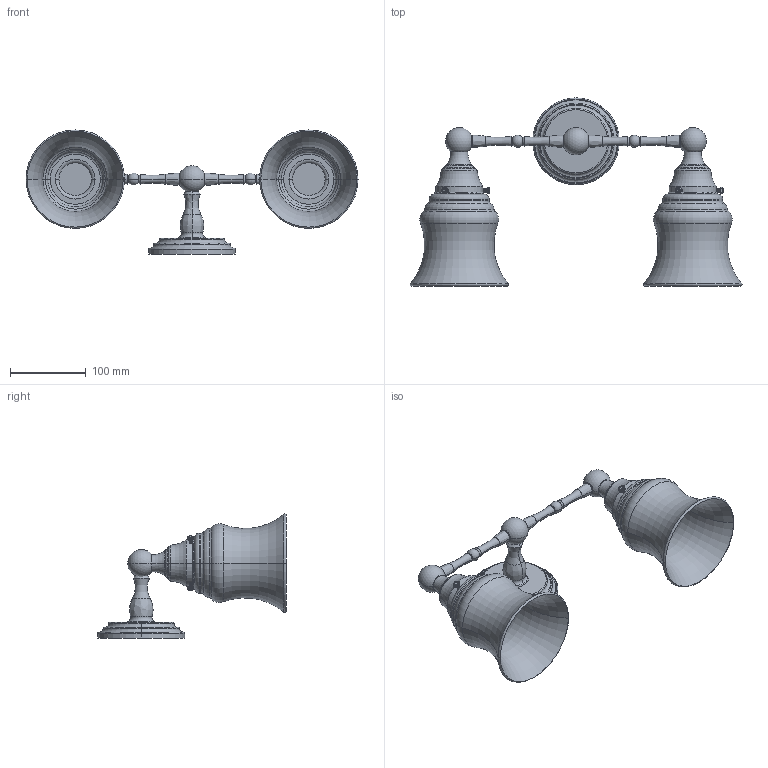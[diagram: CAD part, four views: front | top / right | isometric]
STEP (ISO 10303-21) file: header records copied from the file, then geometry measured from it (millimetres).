
FILE_DESCRIPTION((''),'2;1');
FILE_NAME('1182','2021-06-11T14:42:05',('jinson.thomas'),(''),'CREO PARAMETRIC BY PTC INC, 2018400','CREO PARAMETRIC BY PTC INC, 2018400','');
FILE_SCHEMA(('CONFIG_CONTROL_DESIGN'));
Length unit declared in the file: inch
Products named in the file (1): 1182
Bounding box: 437.16 x 247.88 x 163.41 mm (x, y, z)
Volume: 740397.6 mm3; surface area: 236713.3 mm2
Topology: 1 solids, 1 shells, 492 faces, 1142 edges, 688 vertices
Faces by surface type: torus 156, cylinder 150, plane 86, bspline 80, cone 10, sphere 10
Entity records: 29130 total; most frequent: CARTESIAN_POINT 18546, ORIENTED_EDGE 2276, DIRECTION 2096, EDGE_CURVE 1138, AXIS2_PLACEMENT_3D 934, VERTEX_POINT 688, EDGE_LOOP 532, CIRCLE 522
